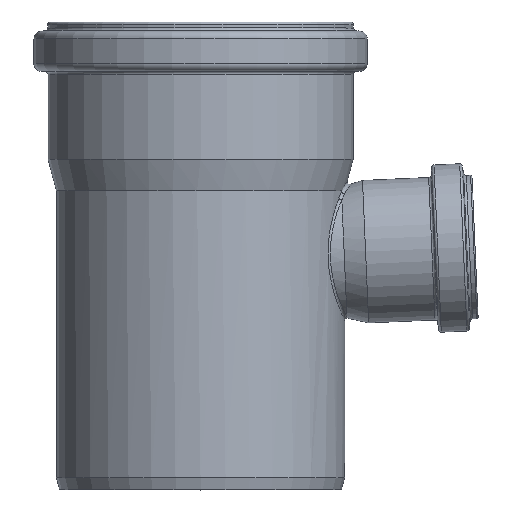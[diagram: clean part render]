
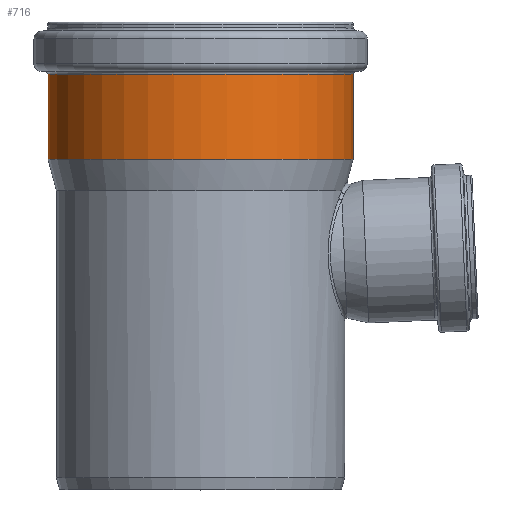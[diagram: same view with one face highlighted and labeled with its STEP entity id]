
A CAD part, top view. The second image highlights one B-rep face of the part: STEP entity #716.
In plain terms, the highlighted cylindrical face has radius 58.4 mm (diameter 116.8 mm), a full revolution.
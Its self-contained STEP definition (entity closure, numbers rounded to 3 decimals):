
#73=FACE_BOUND('',#317,.T.);
#112=CIRCLE('',#747,58.4);
#143=CIRCLE('',#810,58.4);
#177=CYLINDRICAL_SURFACE('',#809,58.4);
#222=FACE_OUTER_BOUND('',#316,.T.);
#316=EDGE_LOOP('',(#628));
#317=EDGE_LOOP('',(#629));
#396=VERTEX_POINT('',#1572);
#427=VERTEX_POINT('',#1732);
#470=EDGE_CURVE('',#396,#396,#112,.T.);
#502=EDGE_CURVE('',#427,#427,#143,.T.);
#628=ORIENTED_EDGE('',*,*,#502,.F.);
#629=ORIENTED_EDGE('',*,*,#470,.T.);
#716=ADVANCED_FACE('',(#222,#73),#177,.T.);
#747=AXIS2_PLACEMENT_3D('',#1573,#868,#869);
#809=AXIS2_PLACEMENT_3D('',#1731,#992,#993);
#810=AXIS2_PLACEMENT_3D('',#1733,#994,#995);
#868=DIRECTION('center_axis',(0.,1.,0.));
#869=DIRECTION('ref_axis',(1.,0.,0.));
#992=DIRECTION('center_axis',(0.,1.,0.));
#993=DIRECTION('ref_axis',(-1.,0.,0.));
#994=DIRECTION('center_axis',(0.,1.,0.));
#995=DIRECTION('ref_axis',(1.,0.,0.));
#1572=CARTESIAN_POINT('',(-58.4,126.518,0.));
#1573=CARTESIAN_POINT('Origin',(0.,126.518,0.));
#1731=CARTESIAN_POINT('Origin',(0.,142.801,0.));
#1732=CARTESIAN_POINT('',(-58.4,159.084,0.));
#1733=CARTESIAN_POINT('Origin',(0.,159.084,0.));
